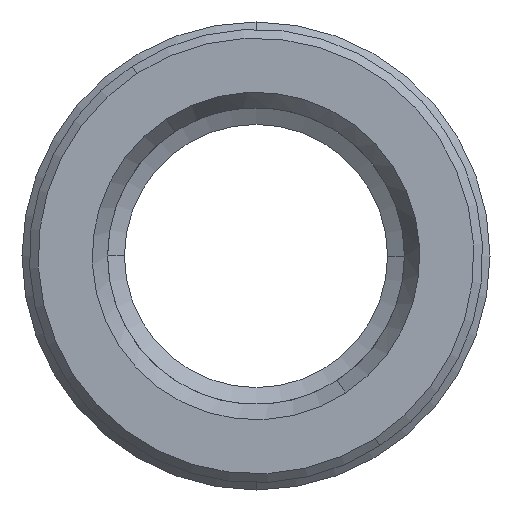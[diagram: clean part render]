
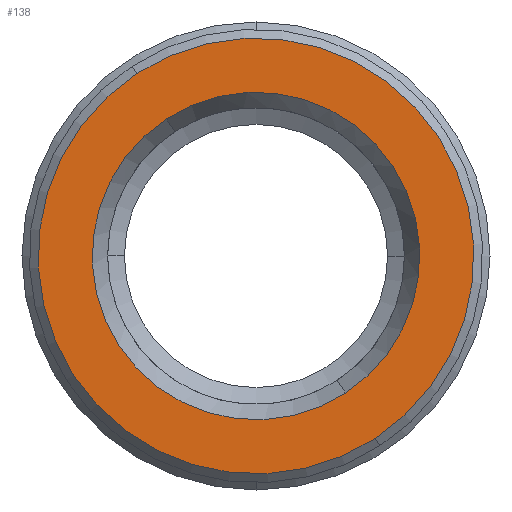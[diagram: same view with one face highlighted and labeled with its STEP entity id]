
A CAD part, front view. The second image highlights one B-rep face of the part: STEP entity #138.
In plain terms, the highlighted planar face has unit normal (0, -1, 0).
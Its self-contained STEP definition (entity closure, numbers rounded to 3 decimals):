
#60 = ORIENTED_EDGE ( 'NONE', *, *, #403, .T. ) ;
#126 = ORIENTED_EDGE ( 'NONE', *, *, #139, .T. ) ;
#127 = EDGE_LOOP ( 'NONE', ( #60, #126 ) ) ;
#132 = EDGE_LOOP ( 'NONE', ( #145, #133 ) ) ;
#133 = ORIENTED_EDGE ( 'NONE', *, *, #143, .F. ) ;
#138 = ADVANCED_FACE ( 'NONE', ( #687, #706 ), #713, .T. ) ;
#139 = EDGE_CURVE ( 'NONE', #309, #411, #704, .T. ) ;
#143 = EDGE_CURVE ( 'NONE', #366, #385, #728, .T. ) ;
#145 = ORIENTED_EDGE ( 'NONE', *, *, #407, .F. ) ;
#309 = VERTEX_POINT ( 'NONE', #1017 ) ;
#366 = VERTEX_POINT ( 'NONE', #1129 ) ;
#385 = VERTEX_POINT ( 'NONE', #1133 ) ;
#403 = EDGE_CURVE ( 'NONE', #411, #309, #1067, .T. ) ;
#407 = EDGE_CURVE ( 'NONE', #385, #366, #1179, .T. ) ;
#411 = VERTEX_POINT ( 'NONE', #1269 ) ;
#687 = FACE_BOUND ( 'NONE', #127, .T. ) ;
#688 = DIRECTION ( 'NONE',  ( -0.547, 0., 0.837 ) ) ;
#689 = DIRECTION ( 'NONE',  ( 0., -1., 0. ) ) ;
#690 = CARTESIAN_POINT ( 'NONE',  ( -6.237, -19.1, -4.075 ) ) ;
#691 = AXIS2_PLACEMENT_3D ( 'NONE', #690, #689, #688 ) ;
#704 = CIRCLE ( 'NONE', #718, 5.6 ) ;
#706 = FACE_OUTER_BOUND ( 'NONE', #132, .T. ) ;
#711 = DIRECTION ( 'NONE',  ( 0.547, 0., -0.837 ) ) ;
#713 = PLANE ( 'NONE',  #691 ) ;
#716 = DIRECTION ( 'NONE',  ( 0., 1., 0. ) ) ;
#717 = CARTESIAN_POINT ( 'NONE',  ( 0., -19.1, 0. ) ) ;
#718 = AXIS2_PLACEMENT_3D ( 'NONE', #717, #716, #711 ) ;
#728 = CIRCLE ( 'NONE', #738, 7.45 ) ;
#735 = DIRECTION ( 'NONE',  ( 0.547, 0., -0.837 ) ) ;
#738 = AXIS2_PLACEMENT_3D ( 'NONE', #743, #744, #735 ) ;
#743 = CARTESIAN_POINT ( 'NONE',  ( 0., -19.1, 0. ) ) ;
#744 = DIRECTION ( 'NONE',  ( 0., 1., 0. ) ) ;
#1017 = CARTESIAN_POINT ( 'NONE',  ( 3.063, -19.1, -4.688 ) ) ;
#1067 = CIRCLE ( 'NONE', #1100, 5.6 ) ;
#1098 = DIRECTION ( 'NONE',  ( 0., 1., 0. ) ) ;
#1099 = CARTESIAN_POINT ( 'NONE',  ( 0., -19.1, 0. ) ) ;
#1100 = AXIS2_PLACEMENT_3D ( 'NONE', #1099, #1098, #1105 ) ;
#1105 = DIRECTION ( 'NONE',  ( 0.547, 0., -0.837 ) ) ;
#1107 = DIRECTION ( 'NONE',  ( 0.547, 0., -0.837 ) ) ;
#1108 = DIRECTION ( 'NONE',  ( 0., 1., 0. ) ) ;
#1129 = CARTESIAN_POINT ( 'NONE',  ( -4.075, -19.1, 6.237 ) ) ;
#1133 = CARTESIAN_POINT ( 'NONE',  ( 4.075, -19.1, -6.237 ) ) ;
#1178 = AXIS2_PLACEMENT_3D ( 'NONE', #1182, #1108, #1107 ) ;
#1179 = CIRCLE ( 'NONE', #1178, 7.45 ) ;
#1182 = CARTESIAN_POINT ( 'NONE',  ( 0., -19.1, 0. ) ) ;
#1269 = CARTESIAN_POINT ( 'NONE',  ( -3.063, -19.1, 4.688 ) ) ;
